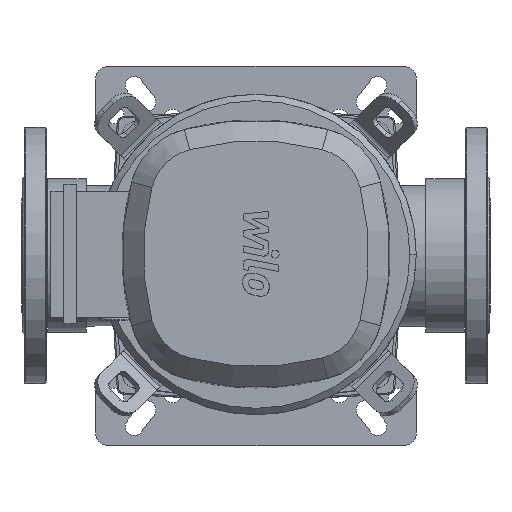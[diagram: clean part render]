
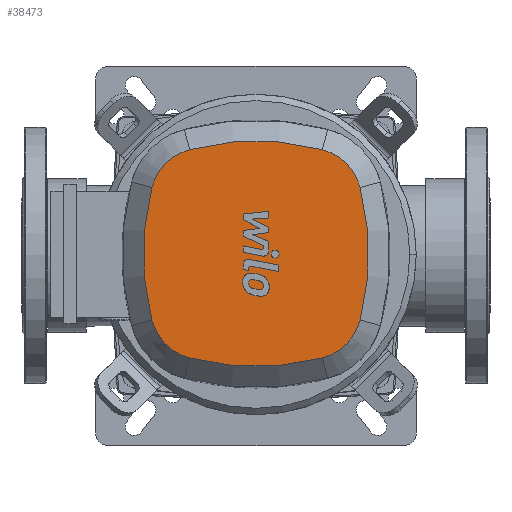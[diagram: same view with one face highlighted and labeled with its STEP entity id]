
A CAD part, top view. The second image highlights one B-rep face of the part: STEP entity #38473.
In plain terms, the highlighted planar face has unit normal (0, 0, 1).
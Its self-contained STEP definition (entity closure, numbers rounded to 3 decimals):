
#38108=CARTESIAN_POINT('',(-81.201,-51.757,995.0));
#38109=VERTEX_POINT('',#38108);
#38127=CARTESIAN_POINT('',(-51.757,-81.201,995.0));
#38128=VERTEX_POINT('',#38127);
#38135=CARTESIAN_POINT('',(-41.012,-41.012,995.0));
#38136=DIRECTION('',(0.0,0.0,-1.0));
#38137=DIRECTION('',(0.0,-1.0,0.0));
#38138=AXIS2_PLACEMENT_3D('',#38135,#38136,#38137);
#38139=CIRCLE('',#38138,41.6);
#38140=EDGE_CURVE('',#38128,#38109,#38139,.T.);
#38150=CARTESIAN_POINT('',(-81.201,51.757,995.0));
#38151=VERTEX_POINT('',#38150);
#38168=CARTESIAN_POINT('',(112.387,0.,995.0));
#38169=DIRECTION('',(0.0,0.0,-1.0));
#38170=DIRECTION('',(-0.966,0.258,0.0));
#38171=AXIS2_PLACEMENT_3D('',#38168,#38169,#38170);
#38172=CIRCLE('',#38171,200.387);
#38173=EDGE_CURVE('',#38109,#38151,#38172,.T.);
#38185=CARTESIAN_POINT('',(51.757,-81.201,995.0));
#38186=VERTEX_POINT('',#38185);
#38193=CARTESIAN_POINT('',(0.,112.387,995.0));
#38194=DIRECTION('',(0.0,0.0,-1.0));
#38195=DIRECTION('',(-0.258,-0.966,0.0));
#38196=AXIS2_PLACEMENT_3D('',#38193,#38194,#38195);
#38197=CIRCLE('',#38196,200.387);
#38198=EDGE_CURVE('',#38186,#38128,#38197,.T.);
#38216=CARTESIAN_POINT('',(-51.757,81.201,995.0));
#38217=VERTEX_POINT('',#38216);
#38234=CARTESIAN_POINT('',(-41.012,41.012,995.0));
#38235=DIRECTION('',(0.0,0.0,-1.0));
#38236=DIRECTION('',(-1.0,0.0,0.0));
#38237=AXIS2_PLACEMENT_3D('',#38234,#38235,#38236);
#38238=CIRCLE('',#38237,41.6);
#38239=EDGE_CURVE('',#38151,#38217,#38238,.T.);
#38251=CARTESIAN_POINT('',(81.201,-51.757,995.0));
#38252=VERTEX_POINT('',#38251);
#38259=CARTESIAN_POINT('',(41.012,-41.012,995.0));
#38260=DIRECTION('',(0.0,0.0,-1.0));
#38261=DIRECTION('',(1.0,0.0,0.0));
#38262=AXIS2_PLACEMENT_3D('',#38259,#38260,#38261);
#38263=CIRCLE('',#38262,41.6);
#38264=EDGE_CURVE('',#38252,#38186,#38263,.T.);
#38282=CARTESIAN_POINT('',(51.757,81.201,995.0));
#38283=VERTEX_POINT('',#38282);
#38300=CARTESIAN_POINT('',(0.,-112.387,995.0));
#38301=DIRECTION('',(0.0,0.0,-1.0));
#38302=DIRECTION('',(0.258,0.966,0.0));
#38303=AXIS2_PLACEMENT_3D('',#38300,#38301,#38302);
#38304=CIRCLE('',#38303,200.387);
#38305=EDGE_CURVE('',#38217,#38283,#38304,.T.);
#38317=CARTESIAN_POINT('',(81.201,51.757,995.0));
#38318=VERTEX_POINT('',#38317);
#38325=CARTESIAN_POINT('',(-112.387,0.,995.0));
#38326=DIRECTION('',(0.0,0.0,-1.0));
#38327=DIRECTION('',(0.966,-0.258,0.0));
#38328=AXIS2_PLACEMENT_3D('',#38325,#38326,#38327);
#38329=CIRCLE('',#38328,200.387);
#38330=EDGE_CURVE('',#38318,#38252,#38329,.T.);
#38349=CARTESIAN_POINT('',(41.012,41.012,995.0));
#38350=DIRECTION('',(0.0,0.0,-1.0));
#38351=DIRECTION('',(0.0,1.0,0.0));
#38352=AXIS2_PLACEMENT_3D('',#38349,#38350,#38351);
#38353=CIRCLE('',#38352,41.6);
#38354=EDGE_CURVE('',#38283,#38318,#38353,.T.);
#38458=CARTESIAN_POINT('',(90.191,0.,995.0));
#38459=DIRECTION('',(0.0,0.0,1.0));
#38460=DIRECTION('',(-1.0,0.0,0.0));
#38461=AXIS2_PLACEMENT_3D('',#38458,#38459,#38460);
#38462=PLANE('',#38461);
#38463=ORIENTED_EDGE('',*,*,#38140,.F.);
#38464=ORIENTED_EDGE('',*,*,#38198,.F.);
#38465=ORIENTED_EDGE('',*,*,#38264,.F.);
#38466=ORIENTED_EDGE('',*,*,#38330,.F.);
#38467=ORIENTED_EDGE('',*,*,#38354,.F.);
#38468=ORIENTED_EDGE('',*,*,#38305,.F.);
#38469=ORIENTED_EDGE('',*,*,#38239,.F.);
#38470=ORIENTED_EDGE('',*,*,#38173,.F.);
#38471=EDGE_LOOP('',(#38463,#38464,#38465,#38466,#38467,#38468,#38469,#38470));
#38472=FACE_OUTER_BOUND('',#38471,.T.);
#38473=ADVANCED_FACE('',(#38472),#38462,.T.);
